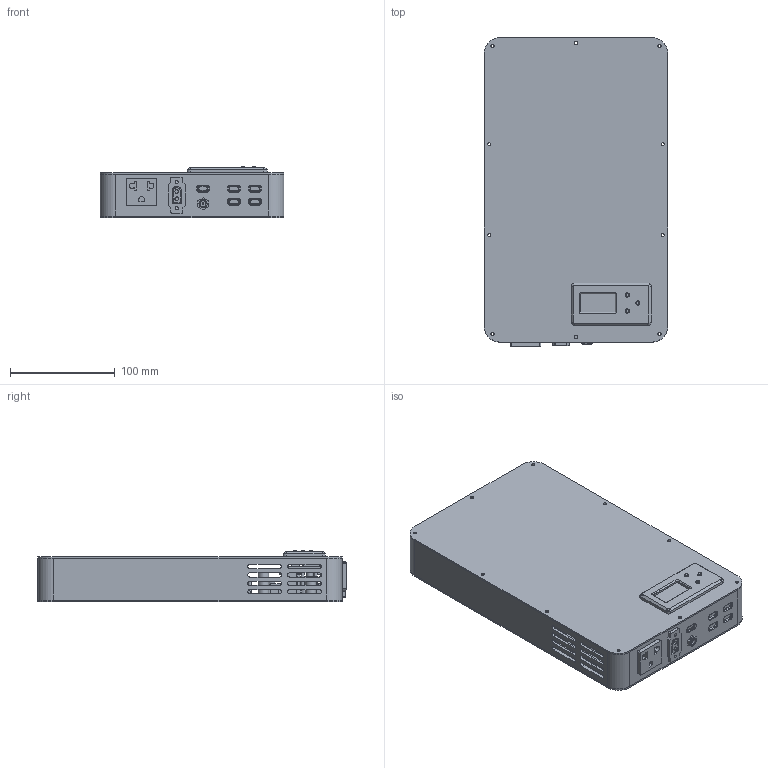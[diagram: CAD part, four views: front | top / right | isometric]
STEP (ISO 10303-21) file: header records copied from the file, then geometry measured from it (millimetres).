
FILE_DESCRIPTION(/* description */ (''),/* implementation_level */ '2;1');
FILE_NAME(/* name */ 'Omnibus 4X8 v7.step',/* time_stamp */ '2025-11-25T19:51:45+07:00',/* author */ (''),/* organization */ (''),/* preprocessor_version */ 'ST-DEVELOPER v20.1',/* originating_system */ 'Autodesk Translation Framework v14.17.0.0',/* authorisation */ '');
FILE_SCHEMA (('AUTOMOTIVE_DESIGN { 1 0 10303 214 3 1 1 }'));
Products named in the file (24): Omnibus 4X8; batteryPackR; batteryBracket; batteryPackL; batteryBracketL; 18650cells; batteryBracketL(Mirror); bms; bmsBoardx; inverter; IP2368; SC8812A; bottomHeatsink; topHeatsink; XMP52C; bottomCase; buildPlate; topCase; instrumentPanel; sideCase; ACPort; Xt60E; DCPort; 4040Fan
Assembly tree (29 placements, depth 3):
  Omnibus 4X8
    batteryPackR
      batteryBracket  x2
      18650cells
    batteryPackL
      batteryBracketL
      18650cells
      batteryBracketL(Mirror)
    bms
      bmsBoardx
    inverter
    IP2368
    SC8812A
    XMP52C  x4
    bottomHeatsink
    topHeatsink
    bottomCase
    buildPlate
    topCase
    instrumentPanel
    sideCase
    ACPort
    Xt60E
    DCPort
    4040Fan  x2
Bounding box: 175 x 294 x 49 mm (x, y, z)
Volume: 976707.9 mm3; surface area: 604523.6 mm2
Topology: 82 solids, 82 shells, 2759 faces, 7178 edges, 4669 vertices
Faces by surface type: cylinder 1371, plane 1102, torus 120, bspline 84, cone 45, sphere 37
Full cylindrical faces by diameter (mm): 1.7 x1, 2 x69, 2.5 x16, 3 x47, 3.2 x5, 3.5 x33, 4 x13, 5.7 x1, 6.3 x12, 7.7 x3, 8.2 x1, 8.7 x1, 10 x1, 10.3 x1, 10.7 x1, 18 x32, 18.85 x64, 24.7 x2, 38.2 x2
Entity records: 73743 total; most frequent: CARTESIAN_POINT 14651, DIRECTION 12707, ORIENTED_EDGE 11766, EDGE_CURVE 5883, AXIS2_PLACEMENT_3D 4769, VERTEX_POINT 3811, LINE 3169, VECTOR 3169
